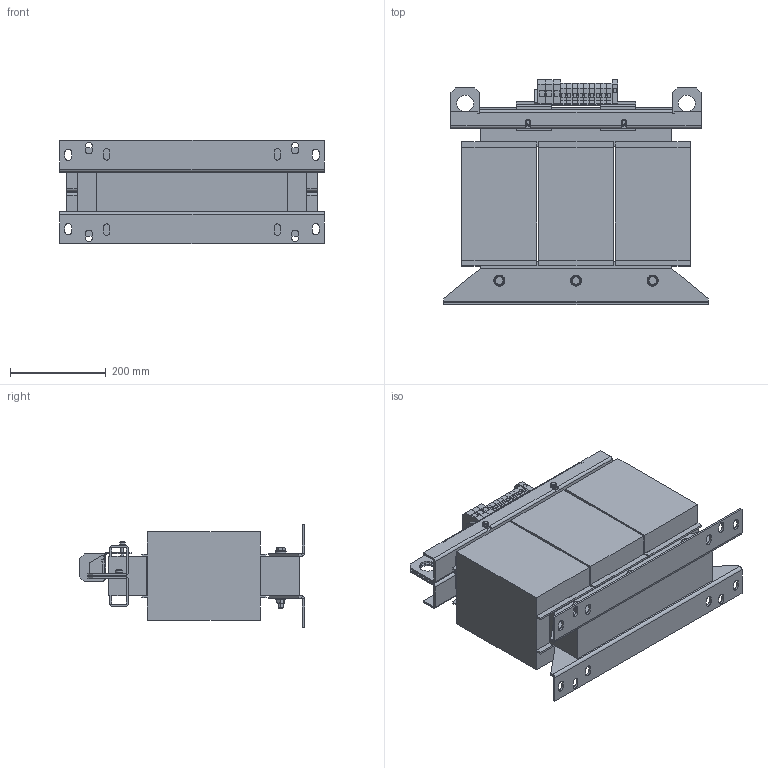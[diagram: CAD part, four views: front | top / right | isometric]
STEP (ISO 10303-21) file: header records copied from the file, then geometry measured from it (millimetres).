
FILE_DESCRIPTION (( 'STEP AP214' ), '1' );
FILE_NAME ('205606.STEP', '2020-05-28T18:15:43', ( '' ), ( '' ), 'SwSTEP 2.0', 'SolidWorks 2018', '' );
FILE_SCHEMA (( 'AUTOMOTIVE_DESIGN' ));
Length unit declared in the file: millimetre
Products named in the file (1): 205606
Bounding box: 552 x 469.8 x 215 mm (x, y, z)
Volume: 27335953.6 mm3; surface area: 1335633.4 mm2
Topology: 1 solids, 1 shells, 1160 faces, 2868 edges, 1770 vertices
Faces by surface type: plane 799, cylinder 240, cone 56, torus 30, bspline 27, sphere 8
Entity records: 34833 total; most frequent: CARTESIAN_POINT 7208, ORIENTED_EDGE 5736, DIRECTION 5603, EDGE_CURVE 2868, LINE 2069, VECTOR 2069, VERTEX_POINT 1770, AXIS2_PLACEMENT_3D 1767
